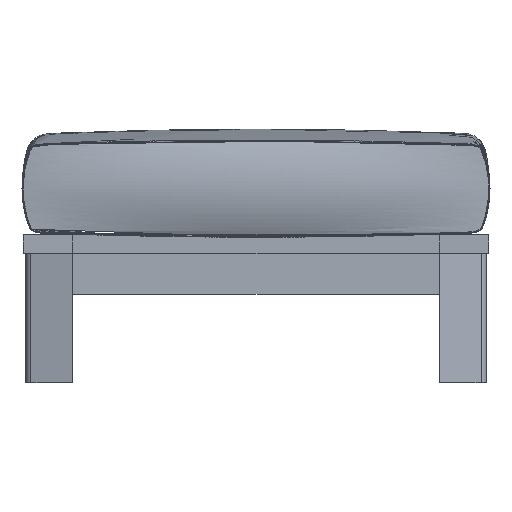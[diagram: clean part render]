
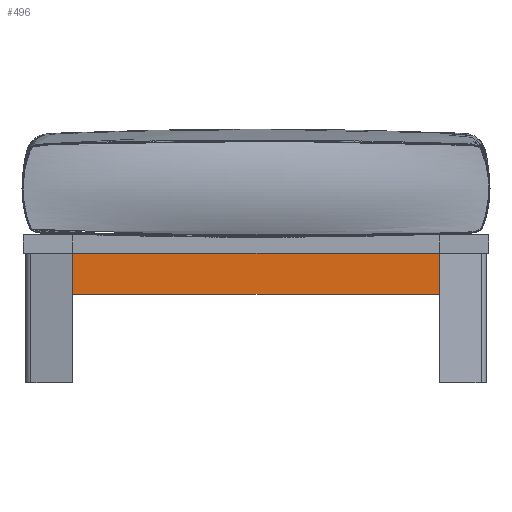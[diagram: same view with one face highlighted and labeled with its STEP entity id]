
A CAD part, left-side view. The second image highlights one B-rep face of the part: STEP entity #496.
In plain terms, the highlighted planar face has unit normal (-1, 0, 0).
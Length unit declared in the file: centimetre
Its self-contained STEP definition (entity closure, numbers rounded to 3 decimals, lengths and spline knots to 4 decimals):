
#496=ADVANCED_FACE('',(#701),#3053,.T.);
#701=FACE_OUTER_BOUND('',#906,.T.);
#906=EDGE_LOOP('',(#1322,#1323,#1324,#1325));
#1322=ORIENTED_EDGE('',*,*,#2018,.T.);
#1323=ORIENTED_EDGE('',*,*,#2011,.T.);
#1324=ORIENTED_EDGE('',*,*,#2019,.F.);
#1325=ORIENTED_EDGE('',*,*,#2016,.F.);
#2011=EDGE_CURVE('',#2798,#2801,#2432,.T.);
#2016=EDGE_CURVE('',#2804,#2805,#2437,.T.);
#2018=EDGE_CURVE('',#2804,#2798,#2439,.T.);
#2019=EDGE_CURVE('',#2805,#2801,#2440,.T.);
#2432=B_SPLINE_CURVE_WITH_KNOTS('',1,(#4094,#4095),.UNSPECIFIED.,.F.,.F.,
(2,2),(0.,2189.4314),.UNSPECIFIED.);
#2437=B_SPLINE_CURVE_WITH_KNOTS('',1,(#4104,#4105),.UNSPECIFIED.,.F.,.F.,
(2,2),(0.,2189.4314),.UNSPECIFIED.);
#2439=B_SPLINE_CURVE_WITH_KNOTS('',1,(#4108,#4109),.UNSPECIFIED.,.F.,.F.,
(2,2),(149.,234.),.UNSPECIFIED.);
#2440=B_SPLINE_CURVE_WITH_KNOTS('',1,(#4110,#4111),.UNSPECIFIED.,.F.,.F.,
(2,2),(149.,234.),.UNSPECIFIED.);
#2798=VERTEX_POINT('',#4080);
#2801=VERTEX_POINT('',#4083);
#2804=VERTEX_POINT('',#4086);
#2805=VERTEX_POINT('',#4087);
#3053=PLANE('',#3294);
#3294=AXIS2_PLACEMENT_3D('',#4077,#3501,$);
#3501=DIRECTION('',(-1.,0.,0.));
#4077=CARTESIAN_POINT('',(-3.5,0.,15.225));
#4080=CARTESIAN_POINT('',(-3.5,0.,22.225));
#4083=CARTESIAN_POINT('',(-3.5,63.,22.225));
#4086=CARTESIAN_POINT('',(-3.5,0.,15.225));
#4087=CARTESIAN_POINT('',(-3.5,63.,15.225));
#4094=CARTESIAN_POINT('',(-3.5,0.,22.225));
#4095=CARTESIAN_POINT('',(-3.5,63.,22.225));
#4104=CARTESIAN_POINT('',(-3.5,0.,15.225));
#4105=CARTESIAN_POINT('',(-3.5,63.,15.225));
#4108=CARTESIAN_POINT('',(-3.5,0.,15.225));
#4109=CARTESIAN_POINT('',(-3.5,0.,22.225));
#4110=CARTESIAN_POINT('',(-3.5,63.,15.225));
#4111=CARTESIAN_POINT('',(-3.5,63.,22.225));
